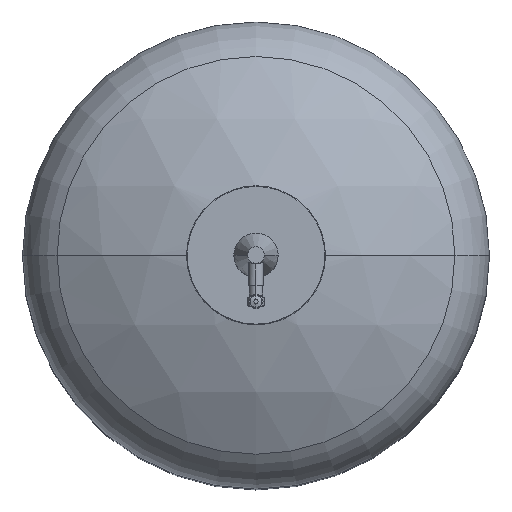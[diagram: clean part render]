
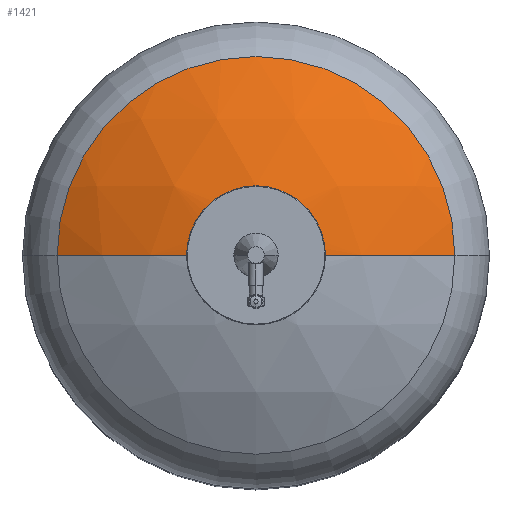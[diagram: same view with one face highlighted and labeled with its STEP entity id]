
A CAD part, top view. The second image highlights one B-rep face of the part: STEP entity #1421.
In plain terms, the highlighted spherical face has radius 635 mm.
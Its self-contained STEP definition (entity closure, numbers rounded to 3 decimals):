
#5 = CARTESIAN_POINT ( 'NONE',  ( 336.376, 0., 1530.587 ) ) ;
#258 = DIRECTION ( 'NONE',  ( 0., 0., -1. ) ) ;
#1360 = DIRECTION ( 'NONE',  ( 0., 1., 0. ) ) ;
#1421 = ADVANCED_FACE ( 'NONE', ( #1615 ), #2301, .T. ) ;
#1573 = DIRECTION ( 'NONE',  ( 1., 0., 0. ) ) ;
#1615 = FACE_OUTER_BOUND ( 'NONE', #6333, .T. ) ;
#1630 = AXIS2_PLACEMENT_3D ( 'NONE', #3193, #2516, #8017 ) ;
#2301 = SPHERICAL_SURFACE ( 'NONE', #3577, 635. ) ;
#2308 = VERTEX_POINT ( 'NONE', #5 ) ;
#2319 = VERTEX_POINT ( 'NONE', #2703 ) ;
#2339 = CARTESIAN_POINT ( 'NONE',  ( 0., 0., 992. ) ) ;
#2516 = DIRECTION ( 'NONE',  ( 0., -1., 0. ) ) ;
#2703 = CARTESIAN_POINT ( 'NONE',  ( 94., 0., 1620.004 ) ) ;
#3065 = ORIENTED_EDGE ( 'NONE', *, *, #7697, .F. ) ;
#3069 = EDGE_CURVE ( 'NONE', #8857, #2319, #5255, .T. ) ;
#3193 = CARTESIAN_POINT ( 'NONE',  ( 0., 0., 992. ) ) ;
#3389 = CARTESIAN_POINT ( 'NONE',  ( 0., 0., 1620.004 ) ) ;
#3487 = DIRECTION ( 'NONE',  ( 0., 0., -1. ) ) ;
#3567 = EDGE_CURVE ( 'NONE', #8199, #8857, #6059, .T. ) ;
#3577 = AXIS2_PLACEMENT_3D ( 'NONE', #2339, #5588, #1573 ) ;
#4109 = AXIS2_PLACEMENT_3D ( 'NONE', #3389, #3487, #5467 ) ;
#4236 = ORIENTED_EDGE ( 'NONE', *, *, #6655, .F. ) ;
#4770 = CARTESIAN_POINT ( 'NONE',  ( 0., 0., 992. ) ) ;
#4874 = CARTESIAN_POINT ( 'NONE',  ( -336.376, 0., 1530.587 ) ) ;
#5077 = CIRCLE ( 'NONE', #1630, 635. ) ;
#5255 = CIRCLE ( 'NONE', #4109, 94. ) ;
#5467 = DIRECTION ( 'NONE',  ( 1., 0., 0. ) ) ;
#5588 = DIRECTION ( 'NONE',  ( 0., 1., 0. ) ) ;
#5706 = CARTESIAN_POINT ( 'NONE',  ( 0., 0., 1530.587 ) ) ;
#5752 = DIRECTION ( 'NONE',  ( 1., 0., 0. ) ) ;
#5833 = CARTESIAN_POINT ( 'NONE',  ( -94., 0., 1620.004 ) ) ;
#6002 = AXIS2_PLACEMENT_3D ( 'NONE', #5706, #258, #5752 ) ;
#6059 = CIRCLE ( 'NONE', #6781, 635. ) ;
#6333 = EDGE_LOOP ( 'NONE', ( #3065, #6648, #8574, #4236 ) ) ;
#6648 = ORIENTED_EDGE ( 'NONE', *, *, #3567, .T. ) ;
#6655 = EDGE_CURVE ( 'NONE', #2308, #2319, #5077, .T. ) ;
#6781 = AXIS2_PLACEMENT_3D ( 'NONE', #4770, #1360, #7434 ) ;
#7434 = DIRECTION ( 'NONE',  ( -1., 0., 0. ) ) ;
#7697 = EDGE_CURVE ( 'NONE', #8199, #2308, #8033, .T. ) ;
#8017 = DIRECTION ( 'NONE',  ( 0., 0., -1. ) ) ;
#8033 = CIRCLE ( 'NONE', #6002, 336.376 ) ;
#8199 = VERTEX_POINT ( 'NONE', #4874 ) ;
#8574 = ORIENTED_EDGE ( 'NONE', *, *, #3069, .T. ) ;
#8857 = VERTEX_POINT ( 'NONE', #5833 ) ;
